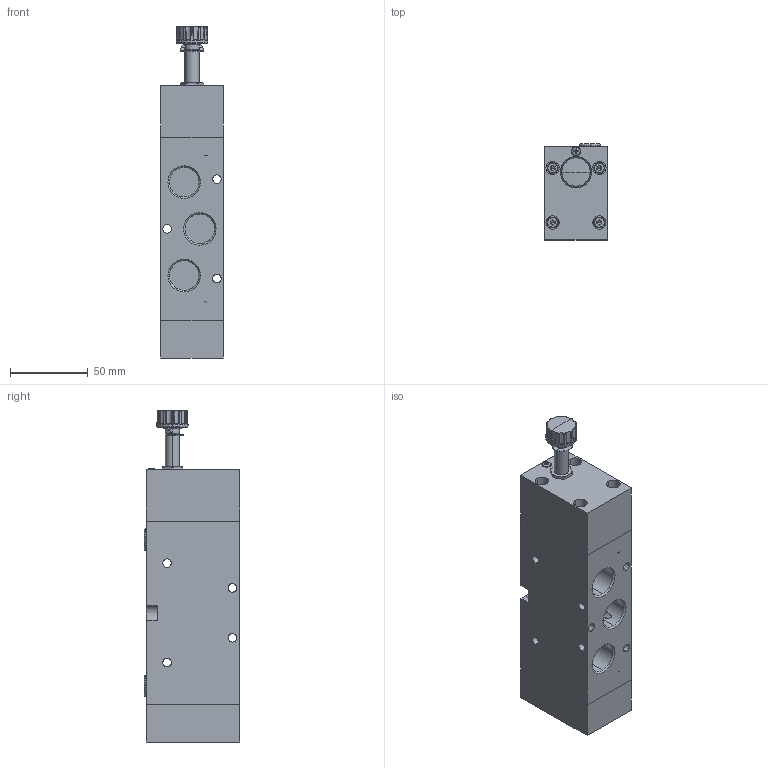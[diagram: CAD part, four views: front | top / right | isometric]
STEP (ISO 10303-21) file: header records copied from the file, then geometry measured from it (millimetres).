
FILE_DESCRIPTION (( 'STEP AP214' ), '1' );
FILE_NAME ('02_010_3.STEP', '2015-12-22T10:57:49', ( '' ), ( '' ), 'SwSTEP 2.0', 'SolidWorks 2016', '' );
FILE_SCHEMA (( 'AUTOMOTIVE_DESIGN' ));
Length unit declared in the file: millimetre
Products named in the file (1): 02_010_3
Bounding box: 40 x 61.5 x 213.4 mm (x, y, z)
Volume: 388476.9 mm3; surface area: 71081.9 mm2
Topology: 19 solids, 20 shells, 1338 faces, 3405 edges, 2135 vertices
Faces by surface type: cone 531, cylinder 360, plane 351, torus 76, sphere 16, bspline 4
Entity records: 45240 total; most frequent: CARTESIAN_POINT 8367, DIRECTION 7395, ORIENTED_EDGE 6714, EDGE_CURVE 3357, AXIS2_PLACEMENT_3D 3017, VERTEX_POINT 2117, CIRCLE 1682, EDGE_LOOP 1418
